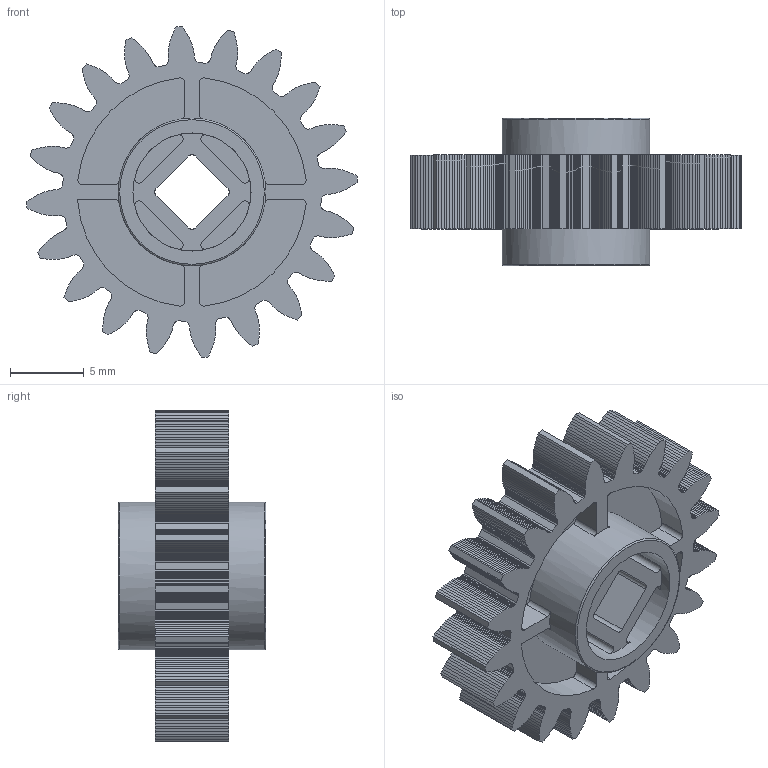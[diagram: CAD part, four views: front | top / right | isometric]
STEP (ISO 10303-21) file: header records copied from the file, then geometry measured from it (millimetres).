
FILE_DESCRIPTION(/* description */ (''),/* implementation_level */ '2;1');
FILE_NAME(/* name */ 'G20.stp',/* time_stamp */ '2019-05-10T14:24:24+02:00',/* author */ ('Varga Daniel'),/* organization */ (''),/* preprocessor_version */ 'ST-DEVELOPER v18',/* originating_system */ 'Autodesk Inventor 2020',/* authorisation */ '');
FILE_SCHEMA (('AUTOMOTIVE_DESIGN { 1 0 10303 214 3 1 1 }'));
Length unit declared in the file: millimetre
Products named in the file (1): G20
Bounding box: 22.41 x 10 x 22.41 mm (x, y, z)
Volume: 1234.1 mm3; surface area: 2210.8 mm2
Topology: 1 solids, 1 shells, 996 faces, 2974 edges, 1984 vertices
Faces by surface type: plane 930, cylinder 64, torus 2
Full cylindrical faces by diameter (mm): 8 x2, 10 x2
Entity records: 32985 total; most frequent: CARTESIAN_POINT 5955, ORIENTED_EDGE 5948, DIRECTION 5138, EDGE_CURVE 2974, LINE 2804, VECTOR 2804, VERTEX_POINT 1984, AXIS2_PLACEMENT_3D 1167
